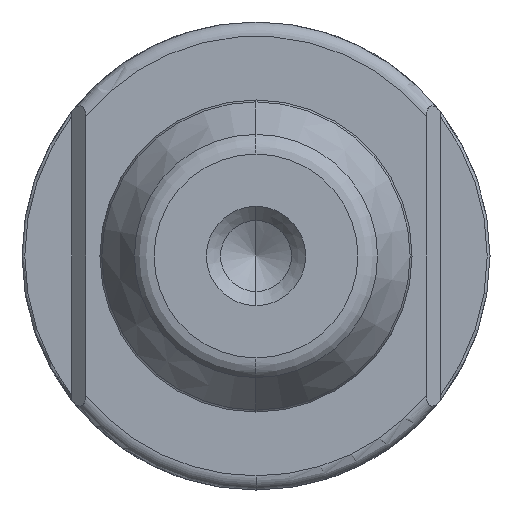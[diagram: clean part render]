
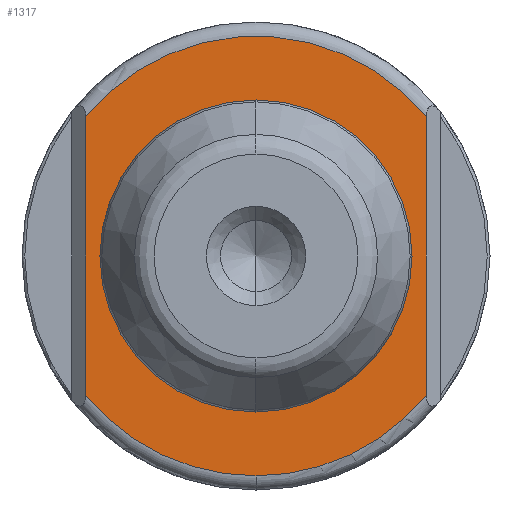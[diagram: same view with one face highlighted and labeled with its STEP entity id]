
A CAD part, left-side view. The second image highlights one B-rep face of the part: STEP entity #1317.
In plain terms, the highlighted planar face has unit normal (-1, 0, 0).
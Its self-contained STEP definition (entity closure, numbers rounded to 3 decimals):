
#55 = ORIENTED_EDGE ( 'NONE', *, *, #5817, .T. ) ;
#223 = CARTESIAN_POINT ( 'NONE',  ( 54.491, 6., -4.905 ) ) ;
#241 = AXIS2_PLACEMENT_3D ( 'NONE', #4403, #4428, #4453 ) ;
#246 = CARTESIAN_POINT ( 'NONE',  ( 54.491, 0., 5.5 ) ) ;
#329 = LINE ( 'NONE', #5209, #5255 ) ;
#404 = CARTESIAN_POINT ( 'NONE',  ( 54.491, 0., 0. ) ) ;
#452 = DIRECTION ( 'NONE',  ( 0., 0., 1. ) ) ;
#620 = CIRCLE ( 'NONE', #5696, 7.75 ) ;
#682 = VERTEX_POINT ( 'NONE', #246 ) ;
#699 = ORIENTED_EDGE ( 'NONE', *, *, #5948, .F. ) ;
#711 = ORIENTED_EDGE ( 'NONE', *, *, #4939, .T. ) ;
#877 = DIRECTION ( 'NONE',  ( 0., 0., -1. ) ) ;
#956 = LINE ( 'NONE', #1793, #5909 ) ;
#1148 = AXIS2_PLACEMENT_3D ( 'NONE', #404, #3733, #877 ) ;
#1317 = ADVANCED_FACE ( 'NONE', ( #6057, #4432 ), #3506, .F. ) ;
#1543 = VERTEX_POINT ( 'NONE', #4022 ) ;
#1700 = AXIS2_PLACEMENT_3D ( 'NONE', #5734, #2852, #6234 ) ;
#1717 = CIRCLE ( 'NONE', #2748, 5.5 ) ;
#1793 = CARTESIAN_POINT ( 'NONE',  ( 54.491, -6., -8.25 ) ) ;
#1878 = CIRCLE ( 'NONE', #1148, 7.75 ) ;
#1982 = CARTESIAN_POINT ( 'NONE',  ( 54.491, 0., 0. ) ) ;
#2291 = CARTESIAN_POINT ( 'NONE',  ( 54.491, 0., 0. ) ) ;
#2333 = DIRECTION ( 'NONE',  ( 0., 0., -1. ) ) ;
#2428 = CARTESIAN_POINT ( 'NONE',  ( 54.491, 0., -5.5 ) ) ;
#2458 = DIRECTION ( 'NONE',  ( 0., 0., 1. ) ) ;
#2503 = ORIENTED_EDGE ( 'NONE', *, *, #4757, .T. ) ;
#2668 = CARTESIAN_POINT ( 'NONE',  ( 54.491, 6., 4.905 ) ) ;
#2748 = AXIS2_PLACEMENT_3D ( 'NONE', #6200, #3302, #452 ) ;
#2785 = DIRECTION ( 'NONE',  ( 0., 0., -1. ) ) ;
#2852 = DIRECTION ( 'NONE',  ( -1., 0., 0. ) ) ;
#2905 = EDGE_CURVE ( 'NONE', #5599, #1543, #956, .T. ) ;
#3137 = AXIS2_PLACEMENT_3D ( 'NONE', #1982, #5343, #2458 ) ;
#3230 = VERTEX_POINT ( 'NONE', #3319 ) ;
#3302 = DIRECTION ( 'NONE',  ( -1., 0., 0. ) ) ;
#3319 = CARTESIAN_POINT ( 'NONE',  ( 54.491, 0., -7.75 ) ) ;
#3335 = EDGE_LOOP ( 'NONE', ( #711, #2503, #5065, #55, #5620 ) ) ;
#3382 = CARTESIAN_POINT ( 'NONE',  ( 54.491, -6., -4.905 ) ) ;
#3390 = VERTEX_POINT ( 'NONE', #223 ) ;
#3506 = PLANE ( 'NONE',  #241 ) ;
#3639 = VERTEX_POINT ( 'NONE', #2668 ) ;
#3733 = DIRECTION ( 'NONE',  ( -1., 0., 0. ) ) ;
#3965 = CIRCLE ( 'NONE', #1700, 7.75 ) ;
#4022 = CARTESIAN_POINT ( 'NONE',  ( 54.491, -6., 4.905 ) ) ;
#4100 = EDGE_CURVE ( 'NONE', #5683, #682, #4755, .T. ) ;
#4403 = CARTESIAN_POINT ( 'NONE',  ( 54.491, 0., -8.25 ) ) ;
#4428 = DIRECTION ( 'NONE',  ( 1., 0., 0. ) ) ;
#4432 = FACE_BOUND ( 'NONE', #4877, .T. ) ;
#4453 = DIRECTION ( 'NONE',  ( 0., 0., -1. ) ) ;
#4755 = CIRCLE ( 'NONE', #3137, 5.5 ) ;
#4757 = EDGE_CURVE ( 'NONE', #3230, #5599, #620, .T. ) ;
#4840 = EDGE_CURVE ( 'NONE', #3639, #3390, #329, .T. ) ;
#4877 = EDGE_LOOP ( 'NONE', ( #699, #6041 ) ) ;
#4939 = EDGE_CURVE ( 'NONE', #3390, #3230, #3965, .T. ) ;
#5065 = ORIENTED_EDGE ( 'NONE', *, *, #2905, .T. ) ;
#5209 = CARTESIAN_POINT ( 'NONE',  ( 54.491, 6., -8.25 ) ) ;
#5255 = VECTOR ( 'NONE', #2333, 1000. ) ;
#5343 = DIRECTION ( 'NONE',  ( -1., 0., 0. ) ) ;
#5599 = VERTEX_POINT ( 'NONE', #3382 ) ;
#5620 = ORIENTED_EDGE ( 'NONE', *, *, #4840, .T. ) ;
#5665 = DIRECTION ( 'NONE',  ( -1., 0., 0. ) ) ;
#5683 = VERTEX_POINT ( 'NONE', #2428 ) ;
#5696 = AXIS2_PLACEMENT_3D ( 'NONE', #2291, #5665, #2785 ) ;
#5734 = CARTESIAN_POINT ( 'NONE',  ( 54.491, 0., 0. ) ) ;
#5817 = EDGE_CURVE ( 'NONE', #1543, #3639, #1878, .T. ) ;
#5909 = VECTOR ( 'NONE', #6149, 1000. ) ;
#5948 = EDGE_CURVE ( 'NONE', #682, #5683, #1717, .T. ) ;
#6041 = ORIENTED_EDGE ( 'NONE', *, *, #4100, .F. ) ;
#6057 = FACE_OUTER_BOUND ( 'NONE', #3335, .T. ) ;
#6149 = DIRECTION ( 'NONE',  ( 0., 0., 1. ) ) ;
#6200 = CARTESIAN_POINT ( 'NONE',  ( 54.491, 0., 0. ) ) ;
#6234 = DIRECTION ( 'NONE',  ( 0., 0., -1. ) ) ;
